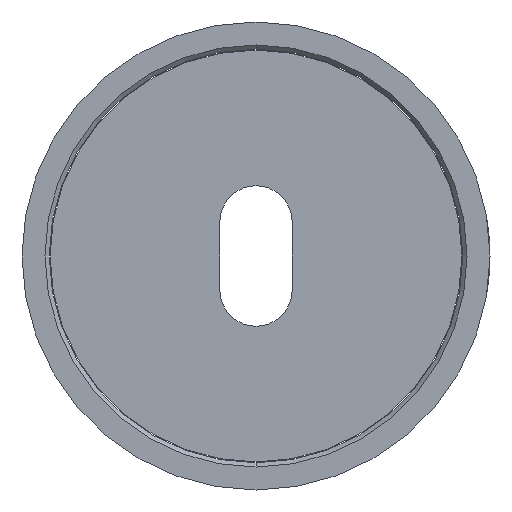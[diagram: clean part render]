
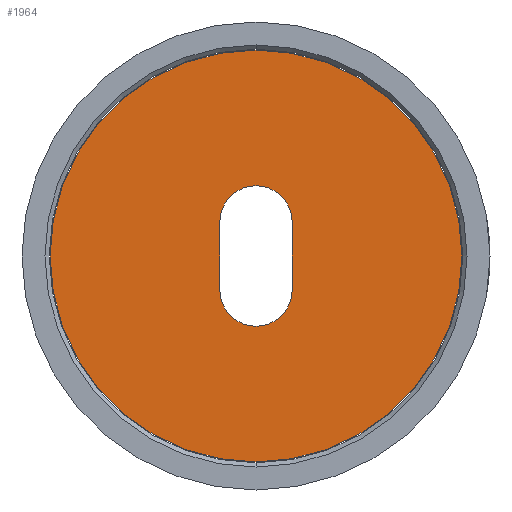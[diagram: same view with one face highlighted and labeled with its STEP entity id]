
A CAD part, front view. The second image highlights one B-rep face of the part: STEP entity #1964.
In plain terms, the highlighted planar face has unit normal (0, -1, 0).
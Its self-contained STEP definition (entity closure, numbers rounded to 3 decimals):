
#44 = PLANE ( 'NONE',  #859 ) ;
#55 = VERTEX_POINT ( 'NONE', #1563 ) ;
#109 = CARTESIAN_POINT ( 'NONE',  ( 0., 0., 0. ) ) ;
#165 = DIRECTION ( 'NONE',  ( 0., 0., 1. ) ) ;
#177 = AXIS2_PLACEMENT_3D ( 'NONE', #2340, #1961, #1018 ) ;
#179 = CARTESIAN_POINT ( 'NONE',  ( -4.25, 0., 4. ) ) ;
#254 = VERTEX_POINT ( 'NONE', #1962 ) ;
#257 = EDGE_LOOP ( 'NONE', ( #361, #2279, #2172, #1472, #1706 ) ) ;
#283 = VECTOR ( 'NONE', #731, 1000. ) ;
#304 = EDGE_CURVE ( 'NONE', #55, #593, #2382, .T. ) ;
#314 = CIRCLE ( 'NONE', #922, 24.2 ) ;
#361 = ORIENTED_EDGE ( 'NONE', *, *, #304, .F. ) ;
#411 = VERTEX_POINT ( 'NONE', #583 ) ;
#441 = CARTESIAN_POINT ( 'NONE',  ( 0., 0., 24.2 ) ) ;
#488 = DIRECTION ( 'NONE',  ( 0., 0., -1. ) ) ;
#551 = AXIS2_PLACEMENT_3D ( 'NONE', #845, #1400, #1188 ) ;
#583 = CARTESIAN_POINT ( 'NONE',  ( 0., 0., -24.2 ) ) ;
#593 = VERTEX_POINT ( 'NONE', #2073 ) ;
#673 = EDGE_CURVE ( 'NONE', #927, #254, #1753, .T. ) ;
#731 = DIRECTION ( 'NONE',  ( 0., 0., -1. ) ) ;
#748 = VERTEX_POINT ( 'NONE', #441 ) ;
#749 = CIRCLE ( 'NONE', #177, 24.2 ) ;
#756 = ORIENTED_EDGE ( 'NONE', *, *, #1372, .T. ) ;
#791 = EDGE_CURVE ( 'NONE', #748, #411, #314, .T. ) ;
#845 = CARTESIAN_POINT ( 'NONE',  ( 0., 0., 4. ) ) ;
#859 = AXIS2_PLACEMENT_3D ( 'NONE', #2150, #1017, #2338 ) ;
#922 = AXIS2_PLACEMENT_3D ( 'NONE', #109, #2325, #488 ) ;
#927 = VERTEX_POINT ( 'NONE', #1193 ) ;
#928 = CIRCLE ( 'NONE', #551, 4.25 ) ;
#1017 = DIRECTION ( 'NONE',  ( 0., 1., 0. ) ) ;
#1018 = DIRECTION ( 'NONE',  ( 0., 0., -1. ) ) ;
#1087 = CARTESIAN_POINT ( 'NONE',  ( 0., 0., -4. ) ) ;
#1168 = LINE ( 'NONE', #2191, #1993 ) ;
#1188 = DIRECTION ( 'NONE',  ( 0., 0., 1. ) ) ;
#1193 = CARTESIAN_POINT ( 'NONE',  ( 4.25, 0., 4. ) ) ;
#1265 = DIRECTION ( 'NONE',  ( 0., -1., 0. ) ) ;
#1268 = ORIENTED_EDGE ( 'NONE', *, *, #791, .T. ) ;
#1287 = EDGE_LOOP ( 'NONE', ( #756, #1268 ) ) ;
#1344 = DIRECTION ( 'NONE',  ( 0., -1., 0. ) ) ;
#1372 = EDGE_CURVE ( 'NONE', #411, #748, #749, .T. ) ;
#1386 = EDGE_CURVE ( 'NONE', #254, #55, #928, .T. ) ;
#1400 = DIRECTION ( 'NONE',  ( 0., -1., 0. ) ) ;
#1436 = CIRCLE ( 'NONE', #1771, 4.25 ) ;
#1463 = FACE_OUTER_BOUND ( 'NONE', #1287, .T. ) ;
#1472 = ORIENTED_EDGE ( 'NONE', *, *, #2083, .F. ) ;
#1563 = CARTESIAN_POINT ( 'NONE',  ( -4.25, 0., 4. ) ) ;
#1643 = VERTEX_POINT ( 'NONE', #1972 ) ;
#1693 = EDGE_CURVE ( 'NONE', #593, #1643, #1436, .T. ) ;
#1706 = ORIENTED_EDGE ( 'NONE', *, *, #1693, .F. ) ;
#1753 = CIRCLE ( 'NONE', #1835, 4.25 ) ;
#1771 = AXIS2_PLACEMENT_3D ( 'NONE', #1087, #1265, #165 ) ;
#1835 = AXIS2_PLACEMENT_3D ( 'NONE', #2292, #1344, #2107 ) ;
#1961 = DIRECTION ( 'NONE',  ( 0., -1., 0. ) ) ;
#1962 = CARTESIAN_POINT ( 'NONE',  ( 0., 0., 8.25 ) ) ;
#1964 = ADVANCED_FACE ( 'NONE', ( #2389, #1463 ), #44, .F. ) ;
#1972 = CARTESIAN_POINT ( 'NONE',  ( 4.25, 0., -4. ) ) ;
#1993 = VECTOR ( 'NONE', #2011, 1000. ) ;
#2011 = DIRECTION ( 'NONE',  ( 0., 0., 1. ) ) ;
#2073 = CARTESIAN_POINT ( 'NONE',  ( -4.25, 0., -4. ) ) ;
#2083 = EDGE_CURVE ( 'NONE', #1643, #927, #1168, .T. ) ;
#2107 = DIRECTION ( 'NONE',  ( 0., 0., 1. ) ) ;
#2150 = CARTESIAN_POINT ( 'NONE',  ( -24.2, 0., 0. ) ) ;
#2172 = ORIENTED_EDGE ( 'NONE', *, *, #673, .F. ) ;
#2191 = CARTESIAN_POINT ( 'NONE',  ( 4.25, 0., 4. ) ) ;
#2279 = ORIENTED_EDGE ( 'NONE', *, *, #1386, .F. ) ;
#2292 = CARTESIAN_POINT ( 'NONE',  ( 0., 0., 4. ) ) ;
#2325 = DIRECTION ( 'NONE',  ( 0., -1., 0. ) ) ;
#2338 = DIRECTION ( 'NONE',  ( 0., 0., 1. ) ) ;
#2340 = CARTESIAN_POINT ( 'NONE',  ( 0., 0., 0. ) ) ;
#2382 = LINE ( 'NONE', #179, #283 ) ;
#2389 = FACE_BOUND ( 'NONE', #257, .T. ) ;
